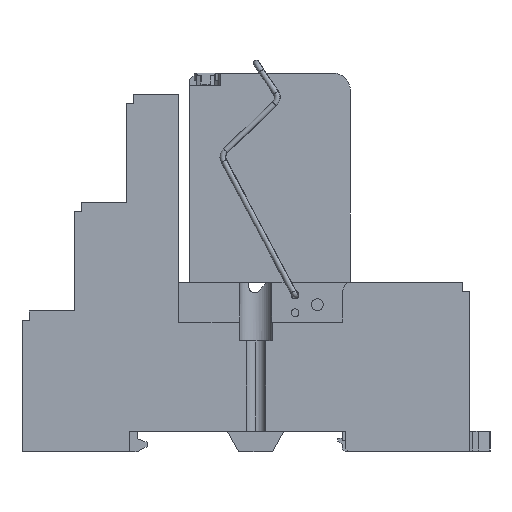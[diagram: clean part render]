
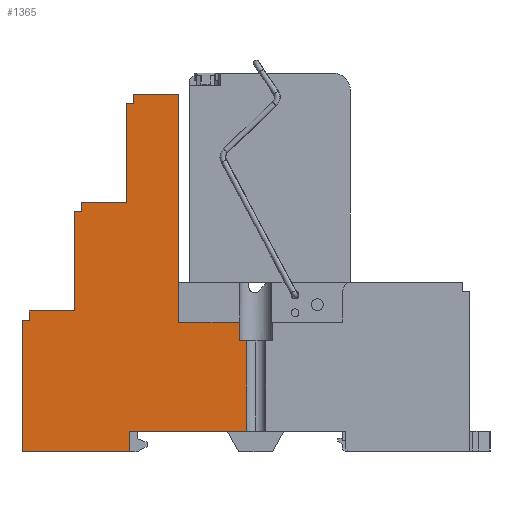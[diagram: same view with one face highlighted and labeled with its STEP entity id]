
A CAD part, left-side view. The second image highlights one B-rep face of the part: STEP entity #1365.
In plain terms, the highlighted planar face has unit normal (-1, 0, 0).
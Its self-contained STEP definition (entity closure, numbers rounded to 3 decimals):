
#1224=AXIS2_PLACEMENT_3D('Plane Axis2P3D',#1221,#1222,#1223) ;
#41=CARTESIAN_POINT('Vertex',(0.,70.95,24.)) ;
#169=CARTESIAN_POINT('Vertex',(0.,78.65,24.)) ;
#172=CARTESIAN_POINT('Line Origine',(0.,74.8,24.)) ;
#292=CARTESIAN_POINT('Line Origine',(0.,70.95,32.45)) ;
#296=CARTESIAN_POINT('Vertex',(0.,70.95,40.9)) ;
#1081=CARTESIAN_POINT('Vertex',(0.,78.65,22.4)) ;
#1084=CARTESIAN_POINT('Line Origine',(0.,78.65,23.2)) ;
#1221=CARTESIAN_POINT('Axis2P3D Location',(0.,4.9,28.65)) ;
#1226=CARTESIAN_POINT('Line Origine',(0.,42.75,20.5)) ;
#1230=CARTESIAN_POINT('Vertex',(0.,42.75,22.1)) ;
#1232=CARTESIAN_POINT('Vertex',(0.,42.75,18.9)) ;
#1235=CARTESIAN_POINT('Line Origine',(0.,47.95,22.1)) ;
#1239=CARTESIAN_POINT('Vertex',(0.,53.15,22.1)) ;
#1242=CARTESIAN_POINT('Line Origine',(0.,53.15,41.55)) ;
#1246=CARTESIAN_POINT('Vertex',(0.,53.15,61.)) ;
#1249=CARTESIAN_POINT('Line Origine',(0.,57.,61.)) ;
#1253=CARTESIAN_POINT('Vertex',(0.,60.85,61.)) ;
#1256=CARTESIAN_POINT('Line Origine',(0.,60.85,60.2)) ;
#1260=CARTESIAN_POINT('Vertex',(0.,60.85,59.4)) ;
#1263=CARTESIAN_POINT('Line Origine',(0.,61.45,59.4)) ;
#1267=CARTESIAN_POINT('Vertex',(0.,62.05,59.4)) ;
#1270=CARTESIAN_POINT('Line Origine',(0.,62.05,50.95)) ;
#1274=CARTESIAN_POINT('Vertex',(0.,62.05,42.5)) ;
#1277=CARTESIAN_POINT('Line Origine',(0.,65.9,42.5)) ;
#1281=CARTESIAN_POINT('Vertex',(0.,69.75,42.5)) ;
#1284=CARTESIAN_POINT('Line Origine',(0.,69.75,41.7)) ;
#1288=CARTESIAN_POINT('Vertex',(0.,69.75,40.9)) ;
#1291=CARTESIAN_POINT('Line Origine',(0.,70.35,40.9)) ;
#1296=CARTESIAN_POINT('Line Origine',(0.,79.25,22.4)) ;
#1300=CARTESIAN_POINT('Vertex',(0.,79.85,22.4)) ;
#1303=CARTESIAN_POINT('Line Origine',(0.,79.85,11.2)) ;
#1307=CARTESIAN_POINT('Vertex',(0.,79.85,0.)) ;
#1310=CARTESIAN_POINT('Line Origine',(0.,70.675,0.)) ;
#1314=CARTESIAN_POINT('Vertex',(0.,61.5,0.)) ;
#1317=CARTESIAN_POINT('Line Origine',(0.,61.5,1.75)) ;
#1321=CARTESIAN_POINT('Vertex',(0.,61.5,3.5)) ;
#1324=CARTESIAN_POINT('Line Origine',(0.,51.55,3.5)) ;
#1328=CARTESIAN_POINT('Vertex',(0.,41.6,3.5)) ;
#1331=CARTESIAN_POINT('Line Origine',(0.,41.6,11.2)) ;
#1335=CARTESIAN_POINT('Vertex',(0.,41.6,18.9)) ;
#1338=CARTESIAN_POINT('Line Origine',(0.,42.175,18.9)) ;
#173=DIRECTION('Vector Direction',(0.,-1.,0.)) ;
#293=DIRECTION('Vector Direction',(0.,0.,1.)) ;
#1085=DIRECTION('Vector Direction',(0.,0.,1.)) ;
#1222=DIRECTION('Axis2P3D Direction',(-1.,0.,0.)) ;
#1223=DIRECTION('Axis2P3D XDirection',(0.,-1.,0.)) ;
#1227=DIRECTION('Vector Direction',(0.,0.,-1.)) ;
#1236=DIRECTION('Vector Direction',(0.,1.,0.)) ;
#1243=DIRECTION('Vector Direction',(0.,0.,-1.)) ;
#1250=DIRECTION('Vector Direction',(0.,-1.,0.)) ;
#1257=DIRECTION('Vector Direction',(0.,0.,1.)) ;
#1264=DIRECTION('Vector Direction',(0.,-1.,0.)) ;
#1271=DIRECTION('Vector Direction',(0.,0.,1.)) ;
#1278=DIRECTION('Vector Direction',(0.,-1.,0.)) ;
#1285=DIRECTION('Vector Direction',(0.,0.,1.)) ;
#1292=DIRECTION('Vector Direction',(0.,-1.,0.)) ;
#1297=DIRECTION('Vector Direction',(0.,-1.,0.)) ;
#1304=DIRECTION('Vector Direction',(0.,0.,1.)) ;
#1311=DIRECTION('Vector Direction',(0.,-1.,0.)) ;
#1318=DIRECTION('Vector Direction',(0.,0.,-1.)) ;
#1325=DIRECTION('Vector Direction',(0.,-1.,0.)) ;
#1332=DIRECTION('Vector Direction',(0.,0.,-1.)) ;
#1339=DIRECTION('Vector Direction',(0.,1.,0.)) ;
#174=VECTOR('Line Direction',#173,1.) ;
#294=VECTOR('Line Direction',#293,1.) ;
#1086=VECTOR('Line Direction',#1085,1.) ;
#1228=VECTOR('Line Direction',#1227,1.) ;
#1237=VECTOR('Line Direction',#1236,1.) ;
#1244=VECTOR('Line Direction',#1243,1.) ;
#1251=VECTOR('Line Direction',#1250,1.) ;
#1258=VECTOR('Line Direction',#1257,1.) ;
#1265=VECTOR('Line Direction',#1264,1.) ;
#1272=VECTOR('Line Direction',#1271,1.) ;
#1279=VECTOR('Line Direction',#1278,1.) ;
#1286=VECTOR('Line Direction',#1285,1.) ;
#1293=VECTOR('Line Direction',#1292,1.) ;
#1298=VECTOR('Line Direction',#1297,1.) ;
#1305=VECTOR('Line Direction',#1304,1.) ;
#1312=VECTOR('Line Direction',#1311,1.) ;
#1319=VECTOR('Line Direction',#1318,1.) ;
#1326=VECTOR('Line Direction',#1325,1.) ;
#1333=VECTOR('Line Direction',#1332,1.) ;
#1340=VECTOR('Line Direction',#1339,1.) ;
#1344=ORIENTED_EDGE('',*,*,#1234,.F.) ;
#1345=ORIENTED_EDGE('',*,*,#1241,.F.) ;
#1346=ORIENTED_EDGE('',*,*,#1248,.T.) ;
#1347=ORIENTED_EDGE('',*,*,#1255,.F.) ;
#1348=ORIENTED_EDGE('',*,*,#1262,.T.) ;
#1349=ORIENTED_EDGE('',*,*,#1269,.F.) ;
#1350=ORIENTED_EDGE('',*,*,#1276,.F.) ;
#1351=ORIENTED_EDGE('',*,*,#1283,.F.) ;
#1352=ORIENTED_EDGE('',*,*,#1290,.T.) ;
#1353=ORIENTED_EDGE('',*,*,#1295,.F.) ;
#1354=ORIENTED_EDGE('',*,*,#298,.F.) ;
#1355=ORIENTED_EDGE('',*,*,#176,.F.) ;
#1356=ORIENTED_EDGE('',*,*,#1088,.T.) ;
#1357=ORIENTED_EDGE('',*,*,#1302,.F.) ;
#1358=ORIENTED_EDGE('',*,*,#1309,.T.) ;
#1359=ORIENTED_EDGE('',*,*,#1316,.T.) ;
#1360=ORIENTED_EDGE('',*,*,#1323,.F.) ;
#1361=ORIENTED_EDGE('',*,*,#1330,.F.) ;
#1362=ORIENTED_EDGE('',*,*,#1337,.F.) ;
#1363=ORIENTED_EDGE('',*,*,#1342,.F.) ;
#1365=ADVANCED_FACE('SOCKEL',(#1364),#1225,.T.) ;
#176=EDGE_CURVE('',#170,#42,#175,.T.) ;
#298=EDGE_CURVE('',#42,#297,#295,.T.) ;
#1088=EDGE_CURVE('',#170,#1082,#1087,.F.) ;
#1234=EDGE_CURVE('',#1231,#1233,#1229,.T.) ;
#1241=EDGE_CURVE('',#1240,#1231,#1238,.F.) ;
#1248=EDGE_CURVE('',#1240,#1247,#1245,.F.) ;
#1255=EDGE_CURVE('',#1254,#1247,#1252,.T.) ;
#1262=EDGE_CURVE('',#1254,#1261,#1259,.F.) ;
#1269=EDGE_CURVE('',#1268,#1261,#1266,.T.) ;
#1276=EDGE_CURVE('',#1275,#1268,#1273,.T.) ;
#1283=EDGE_CURVE('',#1282,#1275,#1280,.T.) ;
#1290=EDGE_CURVE('',#1282,#1289,#1287,.F.) ;
#1295=EDGE_CURVE('',#297,#1289,#1294,.T.) ;
#1302=EDGE_CURVE('',#1301,#1082,#1299,.T.) ;
#1309=EDGE_CURVE('',#1301,#1308,#1306,.F.) ;
#1316=EDGE_CURVE('',#1308,#1315,#1313,.T.) ;
#1323=EDGE_CURVE('',#1322,#1315,#1320,.T.) ;
#1330=EDGE_CURVE('',#1329,#1322,#1327,.F.) ;
#1337=EDGE_CURVE('',#1336,#1329,#1334,.T.) ;
#1342=EDGE_CURVE('',#1233,#1336,#1341,.F.) ;
#1343=EDGE_LOOP('',(#1344,#1345,#1346,#1347,#1348,#1349,#1350,#1351,#1352,#1353,#1354,#1355,#1356,#1357,#1358,#1359,#1360,#1361,#1362,#1363)) ;
#1364=FACE_OUTER_BOUND('',#1343,.T.) ;
#175=LINE('Line',#172,#174) ;
#295=LINE('Line',#292,#294) ;
#1087=LINE('Line',#1084,#1086) ;
#1229=LINE('Line',#1226,#1228) ;
#1238=LINE('Line',#1235,#1237) ;
#1245=LINE('Line',#1242,#1244) ;
#1252=LINE('Line',#1249,#1251) ;
#1259=LINE('Line',#1256,#1258) ;
#1266=LINE('Line',#1263,#1265) ;
#1273=LINE('Line',#1270,#1272) ;
#1280=LINE('Line',#1277,#1279) ;
#1287=LINE('Line',#1284,#1286) ;
#1294=LINE('Line',#1291,#1293) ;
#1299=LINE('Line',#1296,#1298) ;
#1306=LINE('Line',#1303,#1305) ;
#1313=LINE('Line',#1310,#1312) ;
#1320=LINE('Line',#1317,#1319) ;
#1327=LINE('Line',#1324,#1326) ;
#1334=LINE('Line',#1331,#1333) ;
#1341=LINE('Line',#1338,#1340) ;
#1225=PLANE('',#1224) ;
#42=VERTEX_POINT('',#41) ;
#170=VERTEX_POINT('',#169) ;
#297=VERTEX_POINT('',#296) ;
#1082=VERTEX_POINT('',#1081) ;
#1231=VERTEX_POINT('',#1230) ;
#1233=VERTEX_POINT('',#1232) ;
#1240=VERTEX_POINT('',#1239) ;
#1247=VERTEX_POINT('',#1246) ;
#1254=VERTEX_POINT('',#1253) ;
#1261=VERTEX_POINT('',#1260) ;
#1268=VERTEX_POINT('',#1267) ;
#1275=VERTEX_POINT('',#1274) ;
#1282=VERTEX_POINT('',#1281) ;
#1289=VERTEX_POINT('',#1288) ;
#1301=VERTEX_POINT('',#1300) ;
#1308=VERTEX_POINT('',#1307) ;
#1315=VERTEX_POINT('',#1314) ;
#1322=VERTEX_POINT('',#1321) ;
#1329=VERTEX_POINT('',#1328) ;
#1336=VERTEX_POINT('',#1335) ;
